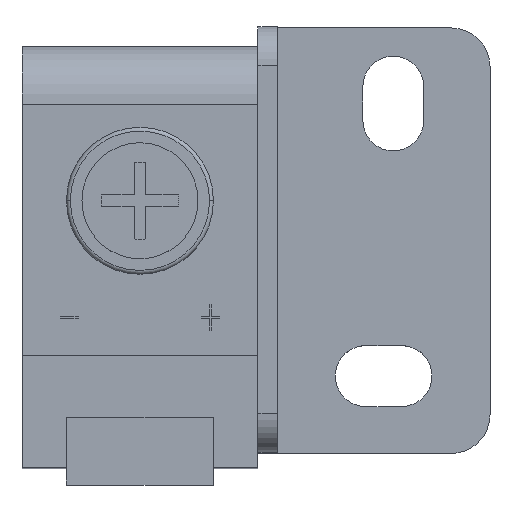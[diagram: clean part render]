
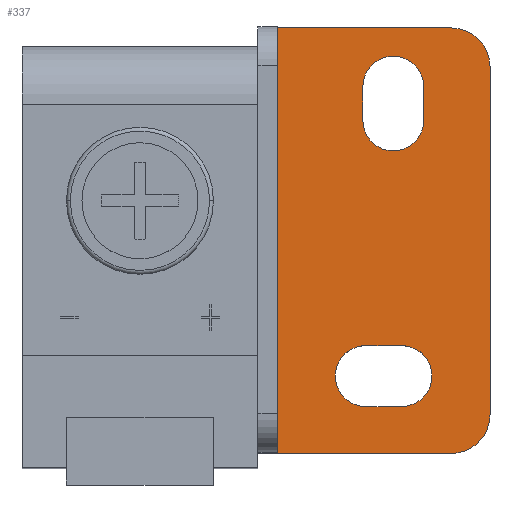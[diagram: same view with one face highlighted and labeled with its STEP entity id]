
A CAD part, top view. The second image highlights one B-rep face of the part: STEP entity #337.
In plain terms, the highlighted planar face has unit normal (0, 0, 1).
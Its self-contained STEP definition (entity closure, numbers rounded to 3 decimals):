
#337=ADVANCED_FACE('',(#559,#560,#561),#470,.F.);
#470=PLANE('',#2533);
#559=FACE_BOUND('',#606,.T.);
#560=FACE_BOUND('',#607,.T.);
#561=FACE_BOUND('',#608,.T.);
#606=EDGE_LOOP('',(#856,#857,#858,#859));
#607=EDGE_LOOP('',(#860,#861,#862,#863,#864,#865));
#608=EDGE_LOOP('',(#866,#867,#868,#869));
#768=CIRCLE('',#2527,1.575);
#769=CIRCLE('',#2528,1.575);
#770=CIRCLE('',#2529,2.);
#771=CIRCLE('',#2530,2.);
#772=CIRCLE('',#2531,1.575);
#773=CIRCLE('',#2532,1.575);
#856=ORIENTED_EDGE('',*,*,#1726,.T.);
#857=ORIENTED_EDGE('',*,*,#1727,.T.);
#858=ORIENTED_EDGE('',*,*,#1728,.T.);
#859=ORIENTED_EDGE('',*,*,#1729,.T.);
#860=ORIENTED_EDGE('',*,*,#1730,.F.);
#861=ORIENTED_EDGE('',*,*,#1731,.T.);
#862=ORIENTED_EDGE('',*,*,#1732,.T.);
#863=ORIENTED_EDGE('',*,*,#1733,.T.);
#864=ORIENTED_EDGE('',*,*,#1734,.F.);
#865=ORIENTED_EDGE('',*,*,#1735,.T.);
#866=ORIENTED_EDGE('',*,*,#1736,.F.);
#867=ORIENTED_EDGE('',*,*,#1737,.F.);
#868=ORIENTED_EDGE('',*,*,#1738,.F.);
#869=ORIENTED_EDGE('',*,*,#1739,.F.);
#1508=VERTEX_POINT('',#3431);
#1509=VERTEX_POINT('',#3432);
#1510=VERTEX_POINT('',#3434);
#1511=VERTEX_POINT('',#3436);
#1512=VERTEX_POINT('',#3439);
#1513=VERTEX_POINT('',#3440);
#1514=VERTEX_POINT('',#3442);
#1515=VERTEX_POINT('',#3444);
#1516=VERTEX_POINT('',#3446);
#1517=VERTEX_POINT('',#3448);
#1518=VERTEX_POINT('',#3451);
#1519=VERTEX_POINT('',#3452);
#1520=VERTEX_POINT('',#3454);
#1521=VERTEX_POINT('',#3456);
#1726=EDGE_CURVE('',#1508,#1509,#2052,.T.);
#1727=EDGE_CURVE('',#1509,#1510,#768,.T.);
#1728=EDGE_CURVE('',#1510,#1511,#2053,.T.);
#1729=EDGE_CURVE('',#1511,#1508,#769,.T.);
#1730=EDGE_CURVE('',#1512,#1513,#2054,.T.);
#1731=EDGE_CURVE('',#1512,#1514,#770,.T.);
#1732=EDGE_CURVE('',#1514,#1515,#2055,.T.);
#1733=EDGE_CURVE('',#1515,#1516,#2056,.T.);
#1734=EDGE_CURVE('',#1517,#1516,#2057,.T.);
#1735=EDGE_CURVE('',#1517,#1513,#771,.T.);
#1736=EDGE_CURVE('',#1518,#1519,#2058,.T.);
#1737=EDGE_CURVE('',#1520,#1518,#772,.T.);
#1738=EDGE_CURVE('',#1521,#1520,#2059,.T.);
#1739=EDGE_CURVE('',#1519,#1521,#773,.T.);
#2052=LINE('',#3430,#2289);
#2053=LINE('',#3435,#2290);
#2054=LINE('',#3438,#2291);
#2055=LINE('',#3443,#2292);
#2056=LINE('',#3445,#2293);
#2057=LINE('',#3447,#2294);
#2058=LINE('',#3450,#2295);
#2059=LINE('',#3455,#2296);
#2289=VECTOR('',#2750,1.);
#2290=VECTOR('',#2753,1.);
#2291=VECTOR('',#2756,1.);
#2292=VECTOR('',#2759,1.);
#2293=VECTOR('',#2760,1.);
#2294=VECTOR('',#2761,1.);
#2295=VECTOR('',#2764,1.);
#2296=VECTOR('',#2767,1.);
#2527=AXIS2_PLACEMENT_3D('',#3433,#2751,#2752);
#2528=AXIS2_PLACEMENT_3D('',#3437,#2754,#2755);
#2529=AXIS2_PLACEMENT_3D('',#3441,#2757,#2758);
#2530=AXIS2_PLACEMENT_3D('',#3449,#2762,#2763);
#2531=AXIS2_PLACEMENT_3D('',#3453,#2765,#2766);
#2532=AXIS2_PLACEMENT_3D('',#3457,#2768,#2769);
#2533=AXIS2_PLACEMENT_3D('',#3458,#2770,#2771);
#2750=DIRECTION('',(1.,0.,0.));
#2751=DIRECTION('',(0.,0.,-1.));
#2752=DIRECTION('',(0.,-1.,0.));
#2753=DIRECTION('',(-1.,0.,0.));
#2754=DIRECTION('',(0.,0.,-1.));
#2755=DIRECTION('',(0.,-1.,0.));
#2756=DIRECTION('',(0.,-1.,0.));
#2757=DIRECTION('',(0.,0.,1.));
#2758=DIRECTION('',(-1.,0.,0.));
#2759=DIRECTION('',(-1.,0.,0.));
#2760=DIRECTION('',(0.,-1.,0.));
#2761=DIRECTION('',(-1.,0.,0.));
#2762=DIRECTION('',(0.,0.,1.));
#2763=DIRECTION('',(-1.,0.,0.));
#2764=DIRECTION('',(0.,-1.,0.));
#2765=DIRECTION('',(0.,0.,1.));
#2766=DIRECTION('',(0.,-1.,0.));
#2767=DIRECTION('',(0.,1.,0.));
#2768=DIRECTION('',(0.,0.,1.));
#2769=DIRECTION('',(0.,-1.,0.));
#2770=DIRECTION('',(0.,0.,-1.));
#2771=DIRECTION('',(-1.,0.,0.));
#3430=CARTESIAN_POINT('',(5.575,5.575,1.));
#3431=CARTESIAN_POINT('',(5.575,5.575,1.));
#3432=CARTESIAN_POINT('',(7.425,5.575,1.));
#3433=CARTESIAN_POINT('',(7.425,4.,1.));
#3434=CARTESIAN_POINT('',(7.425,2.425,1.));
#3435=CARTESIAN_POINT('',(7.425,2.425,1.));
#3436=CARTESIAN_POINT('',(5.575,2.425,1.));
#3437=CARTESIAN_POINT('',(5.575,4.,1.));
#3438=CARTESIAN_POINT('',(12.,22.,1.));
#3439=CARTESIAN_POINT('',(12.,20.,1.));
#3440=CARTESIAN_POINT('',(12.,2.,1.));
#3441=CARTESIAN_POINT('',(10.,20.,1.));
#3442=CARTESIAN_POINT('',(10.,22.,1.));
#3443=CARTESIAN_POINT('',(12.,22.,1.));
#3444=CARTESIAN_POINT('',(1.,22.,1.));
#3445=CARTESIAN_POINT('',(1.,22.,1.));
#3446=CARTESIAN_POINT('',(1.,0.,1.));
#3447=CARTESIAN_POINT('',(12.,0.,1.));
#3448=CARTESIAN_POINT('',(10.,0.,1.));
#3449=CARTESIAN_POINT('',(10.,2.,1.));
#3450=CARTESIAN_POINT('',(5.425,18.972,1.));
#3451=CARTESIAN_POINT('',(5.425,18.967,1.));
#3452=CARTESIAN_POINT('',(5.425,17.217,1.));
#3453=CARTESIAN_POINT('',(7.,18.967,1.));
#3454=CARTESIAN_POINT('',(8.575,18.967,1.));
#3455=CARTESIAN_POINT('',(8.575,17.217,1.));
#3456=CARTESIAN_POINT('',(8.575,17.217,1.));
#3457=CARTESIAN_POINT('',(7.,17.217,1.));
#3458=CARTESIAN_POINT('',(12.,22.,1.));
